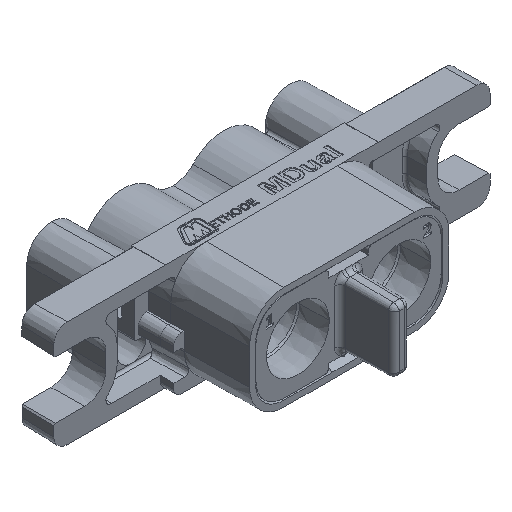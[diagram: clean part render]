
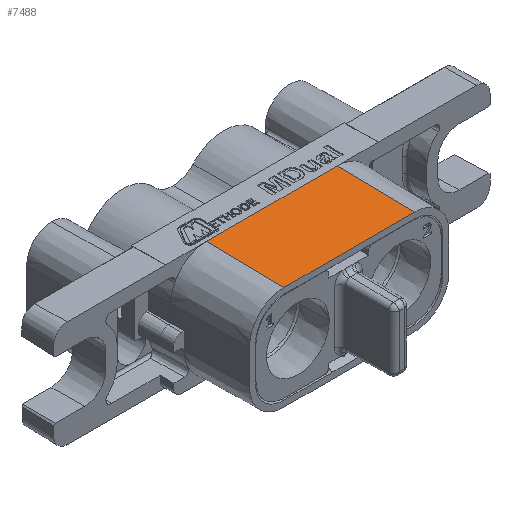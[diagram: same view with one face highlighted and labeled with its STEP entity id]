
A CAD part, isometric view. The second image highlights one B-rep face of the part: STEP entity #7488.
In plain terms, the highlighted planar face has unit normal (0, -0.018, 1).
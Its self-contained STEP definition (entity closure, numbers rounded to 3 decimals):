
#2767 = VECTOR ( 'NONE', #19916, 1000. ) ;
#3698 = VECTOR ( 'NONE', #23028, 1000. ) ;
#5824 = VERTEX_POINT ( 'NONE', #12161 ) ;
#7488 = ADVANCED_FACE ( 'NONE', ( #29469 ), #18132, .T. ) ;
#8243 = ORIENTED_EDGE ( 'NONE', *, *, #24306, .F. ) ;
#9406 = LINE ( 'NONE', #17086, #2767 ) ;
#10144 = DIRECTION ( 'NONE',  ( 0., -1., -0.017 ) ) ;
#10265 = DIRECTION ( 'NONE',  ( 0., -0.017, 1. ) ) ;
#10533 = CARTESIAN_POINT ( 'NONE',  ( 12.3, 0., 10. ) ) ;
#11751 = AXIS2_PLACEMENT_3D ( 'NONE', #12579, #10265, #10144 ) ;
#11932 = EDGE_CURVE ( 'NONE', #14616, #5824, #15614, .T. ) ;
#12161 = CARTESIAN_POINT ( 'NONE',  ( -12.3, 0., 10. ) ) ;
#12579 = CARTESIAN_POINT ( 'NONE',  ( -12.3, 0., 10. ) ) ;
#13272 = CARTESIAN_POINT ( 'NONE',  ( -12.3, -14.54, 9.746 ) ) ;
#14046 = LINE ( 'NONE', #24131, #14945 ) ;
#14130 = CARTESIAN_POINT ( 'NONE',  ( -12.3, -14.54, 9.746 ) ) ;
#14616 = VERTEX_POINT ( 'NONE', #10533 ) ;
#14945 = VECTOR ( 'NONE', #32235, 1000. ) ;
#15614 = LINE ( 'NONE', #17776, #3698 ) ;
#17086 = CARTESIAN_POINT ( 'NONE',  ( 12.3, 0., 10. ) ) ;
#17707 = EDGE_CURVE ( 'NONE', #32237, #32833, #36459, .T. ) ;
#17776 = CARTESIAN_POINT ( 'NONE',  ( -12.3, 0., 10. ) ) ;
#18013 = VECTOR ( 'NONE', #22708, 1000. ) ;
#18132 = PLANE ( 'NONE',  #11751 ) ;
#19916 = DIRECTION ( 'NONE',  ( 0., 1., 0.017 ) ) ;
#20950 = EDGE_LOOP ( 'NONE', ( #26670, #8243, #22912, #33308 ) ) ;
#21350 = EDGE_CURVE ( 'NONE', #32237, #14616, #9406, .T. ) ;
#22708 = DIRECTION ( 'NONE',  ( -1., 0., 0. ) ) ;
#22912 = ORIENTED_EDGE ( 'NONE', *, *, #17707, .F. ) ;
#23028 = DIRECTION ( 'NONE',  ( -1., 0., 0. ) ) ;
#24131 = CARTESIAN_POINT ( 'NONE',  ( -12.3, 0., 10. ) ) ;
#24306 = EDGE_CURVE ( 'NONE', #32833, #5824, #14046, .T. ) ;
#26670 = ORIENTED_EDGE ( 'NONE', *, *, #11932, .T. ) ;
#29469 = FACE_OUTER_BOUND ( 'NONE', #20950, .T. ) ;
#32235 = DIRECTION ( 'NONE',  ( 0., 1., 0.017 ) ) ;
#32237 = VERTEX_POINT ( 'NONE', #34817 ) ;
#32833 = VERTEX_POINT ( 'NONE', #13272 ) ;
#33308 = ORIENTED_EDGE ( 'NONE', *, *, #21350, .T. ) ;
#34817 = CARTESIAN_POINT ( 'NONE',  ( 12.3, -14.54, 9.746 ) ) ;
#36459 = LINE ( 'NONE', #14130, #18013 ) ;
